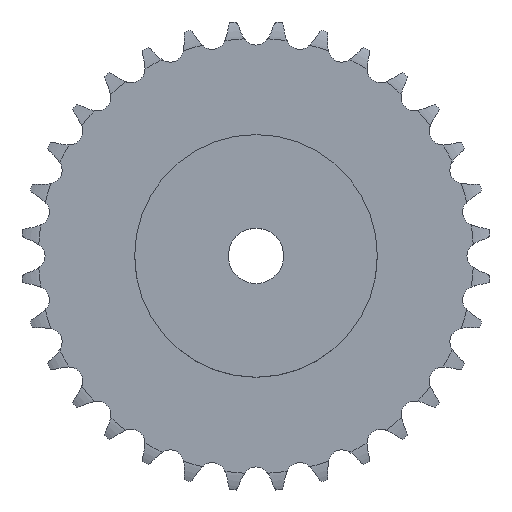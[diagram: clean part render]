
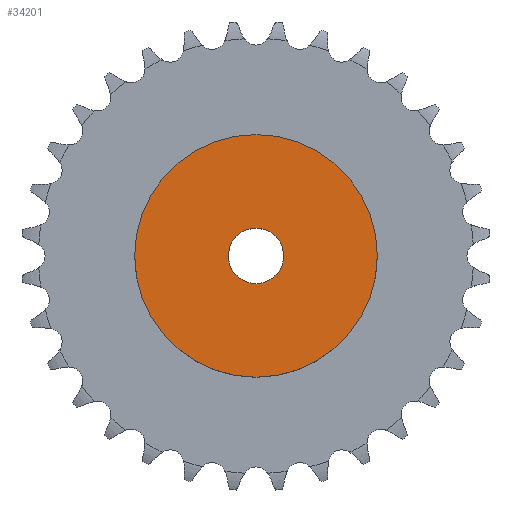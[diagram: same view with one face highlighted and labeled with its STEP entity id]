
A CAD part, top view. The second image highlights one B-rep face of the part: STEP entity #34201.
In plain terms, the highlighted planar face has unit normal (0, 0, 1).
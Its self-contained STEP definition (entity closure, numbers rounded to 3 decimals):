
#5881 = CYLINDRICAL_SURFACE('',#5882,35.);
#5882 = AXIS2_PLACEMENT_3D('',#5883,#5884,#5885);
#5883 = CARTESIAN_POINT('',(0.,0.,0.));
#5884 = DIRECTION('',(-0.,-0.,-1.));
#5885 = DIRECTION('',(1.,0.,0.));
#25626 = VERTEX_POINT('',#25627);
#25627 = CARTESIAN_POINT('',(35.,0.,20.));
#25648 = EDGE_CURVE('',#25626,#25626,#25649,.T.);
#25649 = SURFACE_CURVE('',#25650,(#25655,#25662),.PCURVE_S1.);
#25650 = CIRCLE('',#25651,35.);
#25651 = AXIS2_PLACEMENT_3D('',#25652,#25653,#25654);
#25652 = CARTESIAN_POINT('',(0.,0.,20.));
#25653 = DIRECTION('',(0.,0.,1.));
#25654 = DIRECTION('',(1.,0.,0.));
#25655 = PCURVE('',#5881,#25656);
#25656 = DEFINITIONAL_REPRESENTATION('',(#25657),#25661);
#25657 = LINE('',#25658,#25659);
#25658 = CARTESIAN_POINT('',(-0.,-20.));
#25659 = VECTOR('',#25660,1.);
#25660 = DIRECTION('',(-1.,0.));
#25661 = ( GEOMETRIC_REPRESENTATION_CONTEXT(2) 
PARAMETRIC_REPRESENTATION_CONTEXT() REPRESENTATION_CONTEXT('2D SPACE',''
  ) );
#25662 = PCURVE('',#25663,#25668);
#25663 = PLANE('',#25664);
#25664 = AXIS2_PLACEMENT_3D('',#25665,#25666,#25667);
#25665 = CARTESIAN_POINT('',(0.,0.,20.)
  );
#25666 = DIRECTION('',(0.,0.,1.));
#25667 = DIRECTION('',(1.,0.,0.));
#25668 = DEFINITIONAL_REPRESENTATION('',(#25669),#25673);
#25669 = CIRCLE('',#25670,35.);
#25670 = AXIS2_PLACEMENT_2D('',#25671,#25672);
#25671 = CARTESIAN_POINT('',(0.,0.));
#25672 = DIRECTION('',(1.,0.));
#25673 = ( GEOMETRIC_REPRESENTATION_CONTEXT(2) 
PARAMETRIC_REPRESENTATION_CONTEXT() REPRESENTATION_CONTEXT('2D SPACE',''
  ) );
#30625 = CYLINDRICAL_SURFACE('',#30626,8.);
#30626 = AXIS2_PLACEMENT_3D('',#30627,#30628,#30629);
#30627 = CARTESIAN_POINT('',(0.,0.,206.625));
#30628 = DIRECTION('',(0.,0.,1.));
#30629 = DIRECTION('',(1.,0.,0.));
#34201 = ADVANCED_FACE('',(#34202,#34205),#25663,.T.);
#34202 = FACE_BOUND('',#34203,.T.);
#34203 = EDGE_LOOP('',(#34204));
#34204 = ORIENTED_EDGE('',*,*,#25648,.T.);
#34205 = FACE_BOUND('',#34206,.T.);
#34206 = EDGE_LOOP('',(#34207));
#34207 = ORIENTED_EDGE('',*,*,#34208,.F.);
#34208 = EDGE_CURVE('',#34209,#34209,#34211,.T.);
#34209 = VERTEX_POINT('',#34210);
#34210 = CARTESIAN_POINT('',(8.,0.,20.));
#34211 = SURFACE_CURVE('',#34212,(#34217,#34224),.PCURVE_S1.);
#34212 = CIRCLE('',#34213,8.);
#34213 = AXIS2_PLACEMENT_3D('',#34214,#34215,#34216);
#34214 = CARTESIAN_POINT('',(0.,0.,20.));
#34215 = DIRECTION('',(0.,0.,1.));
#34216 = DIRECTION('',(1.,0.,0.));
#34217 = PCURVE('',#25663,#34218);
#34218 = DEFINITIONAL_REPRESENTATION('',(#34219),#34223);
#34219 = CIRCLE('',#34220,8.);
#34220 = AXIS2_PLACEMENT_2D('',#34221,#34222);
#34221 = CARTESIAN_POINT('',(0.,0.));
#34222 = DIRECTION('',(1.,0.));
#34223 = ( GEOMETRIC_REPRESENTATION_CONTEXT(2) 
PARAMETRIC_REPRESENTATION_CONTEXT() REPRESENTATION_CONTEXT('2D SPACE',''
  ) );
#34224 = PCURVE('',#30625,#34225);
#34225 = DEFINITIONAL_REPRESENTATION('',(#34226),#34230);
#34226 = LINE('',#34227,#34228);
#34227 = CARTESIAN_POINT('',(0.,-186.625));
#34228 = VECTOR('',#34229,1.);
#34229 = DIRECTION('',(1.,0.));
#34230 = ( GEOMETRIC_REPRESENTATION_CONTEXT(2) 
PARAMETRIC_REPRESENTATION_CONTEXT() REPRESENTATION_CONTEXT('2D SPACE',''
  ) );
